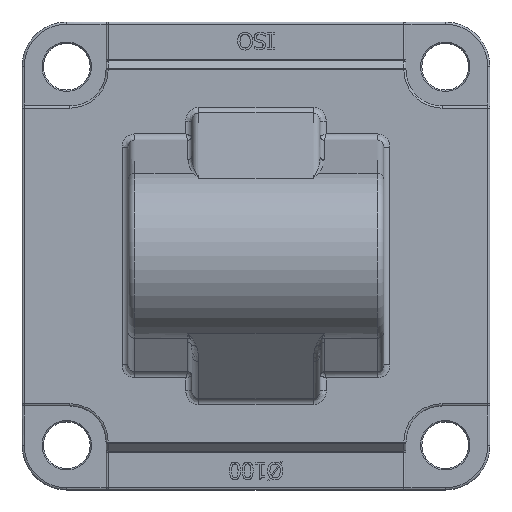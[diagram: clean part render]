
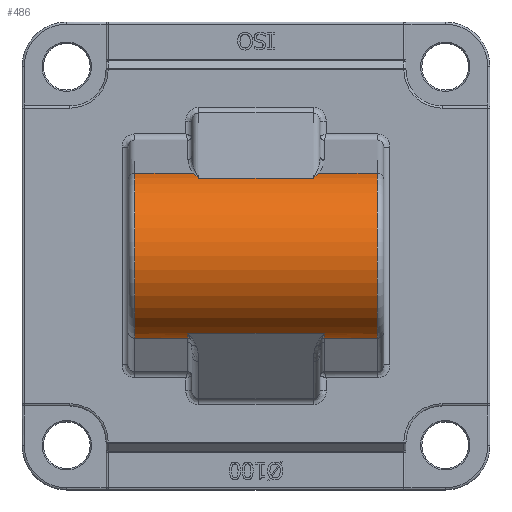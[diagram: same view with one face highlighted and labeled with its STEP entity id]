
A CAD part, top view. The second image highlights one B-rep face of the part: STEP entity #486.
In plain terms, the highlighted cylindrical face has radius 20 mm (diameter 40 mm), a partial arc.
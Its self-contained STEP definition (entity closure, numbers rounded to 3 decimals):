
#95=CARTESIAN_POINT('',(-14.705,19.383,45.928));
#96=VERTEX_POINT('',#95);
#104=CARTESIAN_POINT('',(-13.5,18.254,49.172));
#105=VERTEX_POINT('',#104);
#106=CARTESIAN_POINT('',(-14.705,19.383,45.928));
#107=CARTESIAN_POINT('',(-14.331,19.101,47.04));
#108=CARTESIAN_POINT('',(-13.917,18.724,48.12));
#109=CARTESIAN_POINT('',(-13.504,18.259,49.162));
#110=CARTESIAN_POINT('',(-13.502,18.256,49.167));
#111=CARTESIAN_POINT('',(-13.5,18.254,49.172));
#112=B_SPLINE_CURVE_WITH_KNOTS('',3,(#106,#107,#108,#109,#110,#111),.UNSPECIFIED.,.F.,.U.,(4,2,4),(-0.379,0.0,0.002),.UNSPECIFIED.);
#113=EDGE_CURVE('',#96,#105,#112,.T.);
#385=CARTESIAN_POINT('',(0.0,0.0,41.));
#386=DIRECTION('',(1.0,0.0,0.0));
#387=DIRECTION('',(0.0,0.969,0.246));
#388=AXIS2_PLACEMENT_3D('',#385,#386,#387);
#389=CYLINDRICAL_SURFACE('',#388,20.0);
#390=ORIENTED_EDGE('',*,*,#113,.F.);
#391=CARTESIAN_POINT('',(-28.5,19.383,45.928));
#392=VERTEX_POINT('',#391);
#393=CARTESIAN_POINT('',(-28.5,19.383,45.928));
#394=DIRECTION('',(1.0,0.0,0.0));
#395=VECTOR('',#394,13.795);
#396=LINE('',#393,#395);
#397=EDGE_CURVE('',#392,#96,#396,.T.);
#398=ORIENTED_EDGE('',*,*,#397,.F.);
#399=CARTESIAN_POINT('',(-28.5,-19.383,45.928));
#400=VERTEX_POINT('',#399);
#401=CARTESIAN_POINT('',(-28.5,0.0,41.));
#402=DIRECTION('',(-1.0,0.0,0.0));
#403=DIRECTION('',(0.0,0.0,1.0));
#404=AXIS2_PLACEMENT_3D('',#401,#402,#403);
#405=CIRCLE('',#404,20.0);
#406=EDGE_CURVE('',#400,#392,#405,.T.);
#407=ORIENTED_EDGE('',*,*,#406,.F.);
#408=CARTESIAN_POINT('',(-16.0,-19.383,45.928));
#409=VERTEX_POINT('',#408);
#410=CARTESIAN_POINT('',(-28.5,-19.383,45.928));
#411=DIRECTION('',(1.0,0.0,0.0));
#412=VECTOR('',#411,12.5);
#413=LINE('',#410,#412);
#414=EDGE_CURVE('',#400,#409,#413,.T.);
#415=ORIENTED_EDGE('',*,*,#414,.T.);
#416=CARTESIAN_POINT('',(-16.0,-18.254,49.172));
#417=VERTEX_POINT('',#416);
#418=CARTESIAN_POINT('',(-16.0,0.0,41.));
#419=DIRECTION('',(1.0,0.0,0.0));
#420=DIRECTION('',(0.0,-0.944,0.329));
#421=AXIS2_PLACEMENT_3D('',#418,#419,#420);
#422=CIRCLE('',#421,20.0);
#423=EDGE_CURVE('',#417,#409,#422,.T.);
#424=ORIENTED_EDGE('',*,*,#423,.F.);
#425=CARTESIAN_POINT('',(16.0,-18.254,49.172));
#426=VERTEX_POINT('',#425);
#427=CARTESIAN_POINT('',(-16.0,-18.254,49.172));
#428=DIRECTION('',(1.0,0.0,0.0));
#429=VECTOR('',#428,32.0);
#430=LINE('',#427,#429);
#431=EDGE_CURVE('',#417,#426,#430,.T.);
#432=ORIENTED_EDGE('',*,*,#431,.T.);
#433=CARTESIAN_POINT('',(16.0,-19.383,45.928));
#434=VERTEX_POINT('',#433);
#435=CARTESIAN_POINT('',(16.0,0.0,41.));
#436=DIRECTION('',(-1.0,0.0,0.0));
#437=DIRECTION('',(0.0,-0.944,0.329));
#438=AXIS2_PLACEMENT_3D('',#435,#436,#437);
#439=CIRCLE('',#438,20.0);
#440=EDGE_CURVE('',#434,#426,#439,.T.);
#441=ORIENTED_EDGE('',*,*,#440,.F.);
#442=CARTESIAN_POINT('',(28.5,-19.383,45.928));
#443=VERTEX_POINT('',#442);
#444=CARTESIAN_POINT('',(16.0,-19.383,45.928));
#445=DIRECTION('',(1.0,0.0,0.0));
#446=VECTOR('',#445,12.5);
#447=LINE('',#444,#446);
#448=EDGE_CURVE('',#434,#443,#447,.T.);
#449=ORIENTED_EDGE('',*,*,#448,.T.);
#450=CARTESIAN_POINT('',(28.5,19.383,45.928));
#451=VERTEX_POINT('',#450);
#452=CARTESIAN_POINT('',(28.5,0.0,41.));
#453=DIRECTION('',(1.0,0.0,0.0));
#454=DIRECTION('',(0.0,0.0,1.0));
#455=AXIS2_PLACEMENT_3D('',#452,#453,#454);
#456=CIRCLE('',#455,20.0);
#457=EDGE_CURVE('',#451,#443,#456,.T.);
#458=ORIENTED_EDGE('',*,*,#457,.F.);
#459=CARTESIAN_POINT('',(14.705,19.383,45.928));
#460=VERTEX_POINT('',#459);
#461=CARTESIAN_POINT('',(14.705,19.383,45.928));
#462=DIRECTION('',(1.0,0.0,0.0));
#463=VECTOR('',#462,13.795);
#464=LINE('',#461,#463);
#465=EDGE_CURVE('',#460,#451,#464,.T.);
#466=ORIENTED_EDGE('',*,*,#465,.F.);
#467=CARTESIAN_POINT('',(13.5,18.254,49.172));
#468=VERTEX_POINT('',#467);
#469=CARTESIAN_POINT('',(13.5,18.254,49.172));
#470=CARTESIAN_POINT('',(13.502,18.256,49.167));
#471=CARTESIAN_POINT('',(13.504,18.258,49.163));
#472=CARTESIAN_POINT('',(13.917,18.724,48.121));
#473=CARTESIAN_POINT('',(14.331,19.101,47.04));
#474=CARTESIAN_POINT('',(14.705,19.383,45.928));
#475=B_SPLINE_CURVE_WITH_KNOTS('',3,(#469,#470,#471,#472,#473,#474),.UNSPECIFIED.,.F.,.U.,(4,2,4),(-0.002,0.0,0.379),.UNSPECIFIED.);
#476=EDGE_CURVE('',#468,#460,#475,.T.);
#477=ORIENTED_EDGE('',*,*,#476,.F.);
#478=CARTESIAN_POINT('',(-13.5,18.254,49.172));
#479=DIRECTION('',(1.0,0.0,0.0));
#480=VECTOR('',#479,27.0);
#481=LINE('',#478,#480);
#482=EDGE_CURVE('',#105,#468,#481,.T.);
#483=ORIENTED_EDGE('',*,*,#482,.F.);
#484=EDGE_LOOP('',(#390,#398,#407,#415,#424,#432,#441,#449,#458,#466,#477,#483));
#485=FACE_OUTER_BOUND('',#484,.T.);
#486=ADVANCED_FACE('',(#485),#389,.T.);
